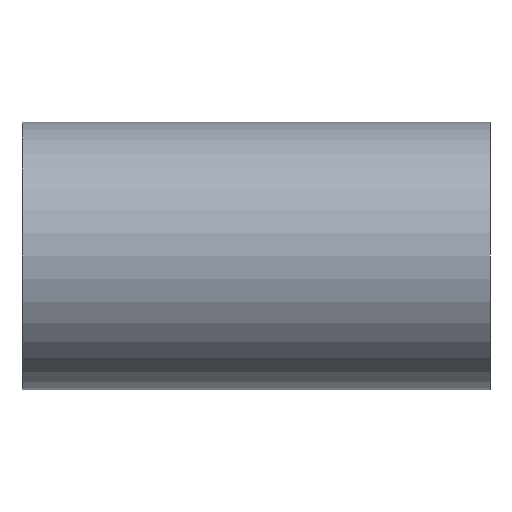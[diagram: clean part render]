
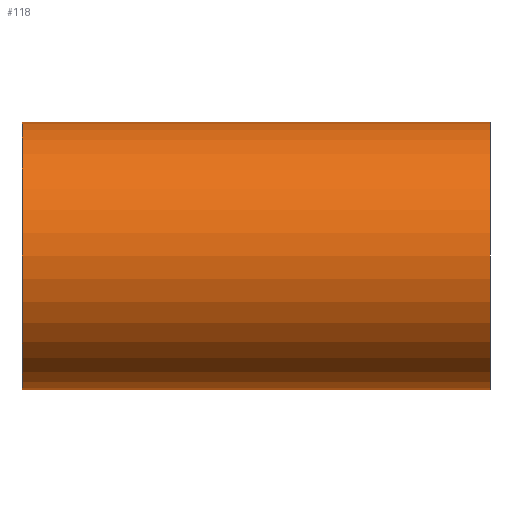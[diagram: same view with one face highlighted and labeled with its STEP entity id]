
A CAD part, left-side view. The second image highlights one B-rep face of the part: STEP entity #118.
In plain terms, the highlighted cylindrical face has radius 12 mm (diameter 24 mm), a partial arc.
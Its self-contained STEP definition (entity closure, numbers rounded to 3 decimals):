
#2 = LINE ( 'NONE', #177, #151 ) ;
#6 = EDGE_CURVE ( 'NONE', #58, #153, #211, .T. ) ;
#14 = CYLINDRICAL_SURFACE ( 'NONE', #115, 12. ) ;
#18 = VECTOR ( 'NONE', #55, 1000. ) ;
#24 = AXIS2_PLACEMENT_3D ( 'NONE', #160, #172, #176 ) ;
#28 = DIRECTION ( 'NONE',  ( 0., 1., 0. ) ) ;
#32 = CARTESIAN_POINT ( 'NONE',  ( 0., 21., -12. ) ) ;
#38 = EDGE_CURVE ( 'NONE', #68, #213, #146, .T. ) ;
#55 = DIRECTION ( 'NONE',  ( 0., -1., 0. ) ) ;
#58 = VERTEX_POINT ( 'NONE', #191 ) ;
#68 = VERTEX_POINT ( 'NONE', #32 ) ;
#69 = EDGE_CURVE ( 'NONE', #68, #58, #2, .T. ) ;
#81 = DIRECTION ( 'NONE',  ( 0., -1., 0. ) ) ;
#111 = CARTESIAN_POINT ( 'NONE',  ( 0., 21., 12. ) ) ;
#113 = CARTESIAN_POINT ( 'NONE',  ( 0., -21., 12. ) ) ;
#115 = AXIS2_PLACEMENT_3D ( 'NONE', #152, #170, #167 ) ;
#117 = DIRECTION ( 'NONE',  ( 0., 0., 1. ) ) ;
#118 = ADVANCED_FACE ( 'NONE', ( #162 ), #14, .T. ) ;
#124 = EDGE_CURVE ( 'NONE', #213, #153, #163, .T. ) ;
#129 = EDGE_LOOP ( 'NONE', ( #204, #140, #209, #135 ) ) ;
#135 = ORIENTED_EDGE ( 'NONE', *, *, #6, .T. ) ;
#140 = ORIENTED_EDGE ( 'NONE', *, *, #38, .F. ) ;
#146 = CIRCLE ( 'NONE', #194, 12. ) ;
#151 = VECTOR ( 'NONE', #81, 1000. ) ;
#152 = CARTESIAN_POINT ( 'NONE',  ( 0., 21., 0. ) ) ;
#153 = VERTEX_POINT ( 'NONE', #113 ) ;
#160 = CARTESIAN_POINT ( 'NONE',  ( 0., -21., 0. ) ) ;
#162 = FACE_OUTER_BOUND ( 'NONE', #129, .T. ) ;
#163 = LINE ( 'NONE', #193, #18 ) ;
#167 = DIRECTION ( 'NONE',  ( 0., 0., -1. ) ) ;
#170 = DIRECTION ( 'NONE',  ( 0., -1., 0. ) ) ;
#172 = DIRECTION ( 'NONE',  ( 0., 1., 0. ) ) ;
#176 = DIRECTION ( 'NONE',  ( 0., 0., 1. ) ) ;
#177 = CARTESIAN_POINT ( 'NONE',  ( 0., 21., -12. ) ) ;
#191 = CARTESIAN_POINT ( 'NONE',  ( 0., -21., -12. ) ) ;
#193 = CARTESIAN_POINT ( 'NONE',  ( 0., 21., 12. ) ) ;
#194 = AXIS2_PLACEMENT_3D ( 'NONE', #195, #28, #117 ) ;
#195 = CARTESIAN_POINT ( 'NONE',  ( 0., 21., 0. ) ) ;
#204 = ORIENTED_EDGE ( 'NONE', *, *, #124, .F. ) ;
#209 = ORIENTED_EDGE ( 'NONE', *, *, #69, .T. ) ;
#211 = CIRCLE ( 'NONE', #24, 12. ) ;
#213 = VERTEX_POINT ( 'NONE', #111 ) ;
